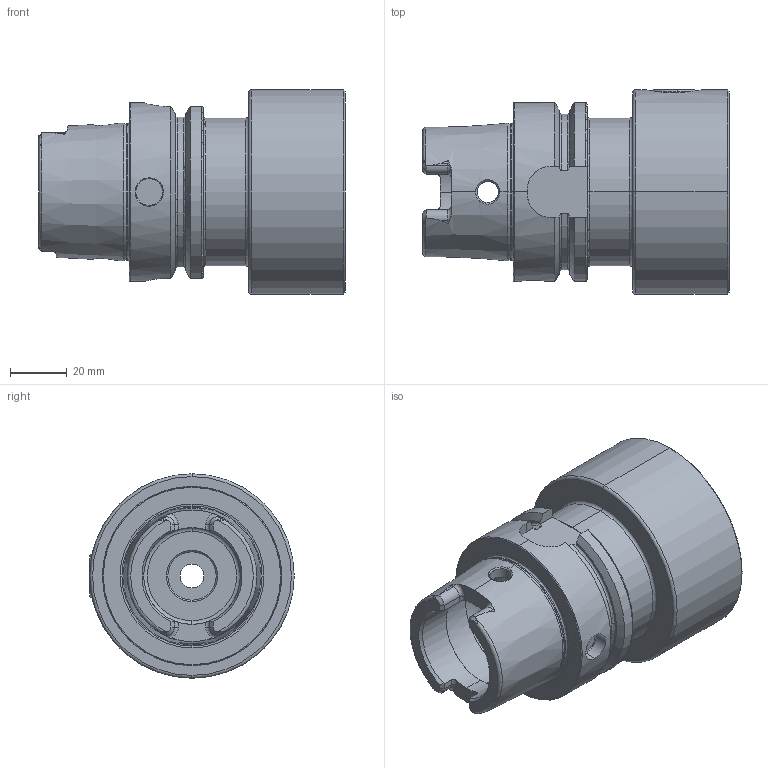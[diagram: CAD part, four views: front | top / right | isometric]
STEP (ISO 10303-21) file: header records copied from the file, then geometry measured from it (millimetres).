
FILE_DESCRIPTION (( 'STEP AP203' ), '1' );
FILE_NAME ('102.063.721.STEP', '2018-03-09T11:11:22', ( 'SWIAdmin' ), ( 'Hewlett-Packard Company' ), 'SwSTEP 2.0', 'SolidWorks 2017', '' );
FILE_SCHEMA (( 'CONFIG_CONTROL_DESIGN' ));
Length unit declared in the file: millimetre
Products named in the file (3): 102.063.721; HA6-MB7.K01.076_B_Fertigbearbeitung; MB7-ER1.001.022_A
Assembly tree (2 placements, depth 2):
  102.063.721
    HA6-MB7.K01.076_B_Fertigbearbeitung
    MB7-ER1.001.022_A
Bounding box: 107.9 x 72 x 72 mm (x, y, z)
Volume: 196559.8 mm3; surface area: 43486.2 mm2
Topology: 2 solids, 2 shells, 229 faces, 582 edges, 359 vertices
Faces by surface type: plane 72, cylinder 68, cone 46, torus 39, bspline 4
Entity records: 8549 total; most frequent: CARTESIAN_POINT 2825, ORIENTED_EDGE 1160, DIRECTION 1139, EDGE_CURVE 580, AXIS2_PLACEMENT_3D 466, VERTEX_POINT 359, EDGE_LOOP 241, CIRCLE 236
